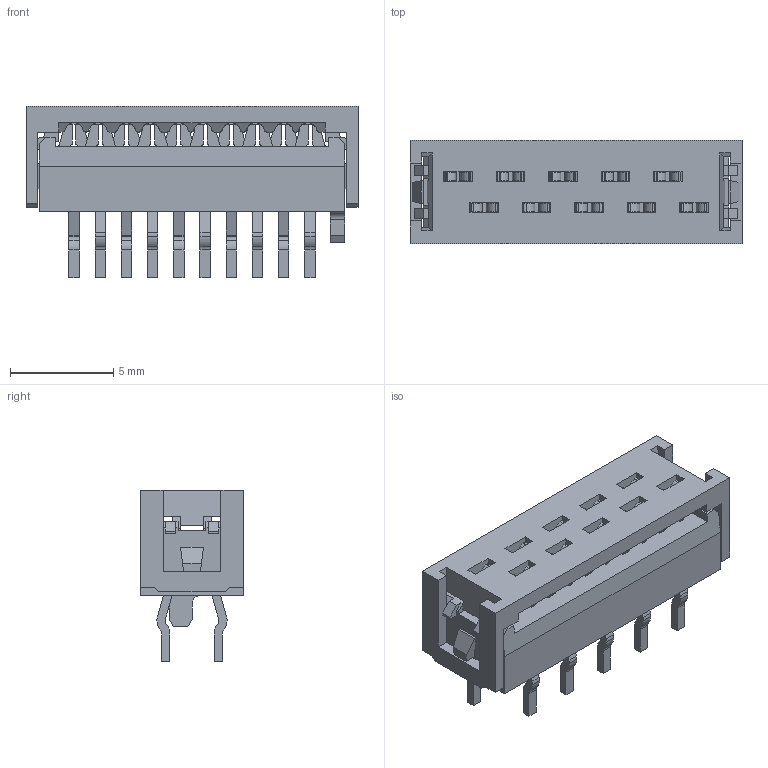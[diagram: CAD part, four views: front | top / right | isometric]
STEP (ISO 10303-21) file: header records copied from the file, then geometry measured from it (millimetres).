
FILE_DESCRIPTION(('STEP AP214'),'1');
FILE_NAME('19j6433_8-215570-0.stp','2017-05-21T21:18:05',('TraceParts'),('TraceParts S.A.'),'Spatial InterOp 3D',' ',' ');
FILE_SCHEMA(('automotive_design'));
Length unit declared in the file: millimetre
Products named in the file (1): 19j6433_8-215570-0
Bounding box: 16.08 x 5 x 8.3 mm (x, y, z)
Volume: 325.6 mm3; surface area: 699 mm2
Topology: 1 solids, 1 shells, 640 faces, 1876 edges, 1244 vertices
Faces by surface type: plane 436, cylinder 204
Entity records: 21895 total; most frequent: CARTESIAN_POINT 4781, ORIENTED_EDGE 3752, DIRECTION 3306, EDGE_CURVE 1876, LINE 1368, VECTOR 1368, VERTEX_POINT 1244, AXIS2_PLACEMENT_3D 969
